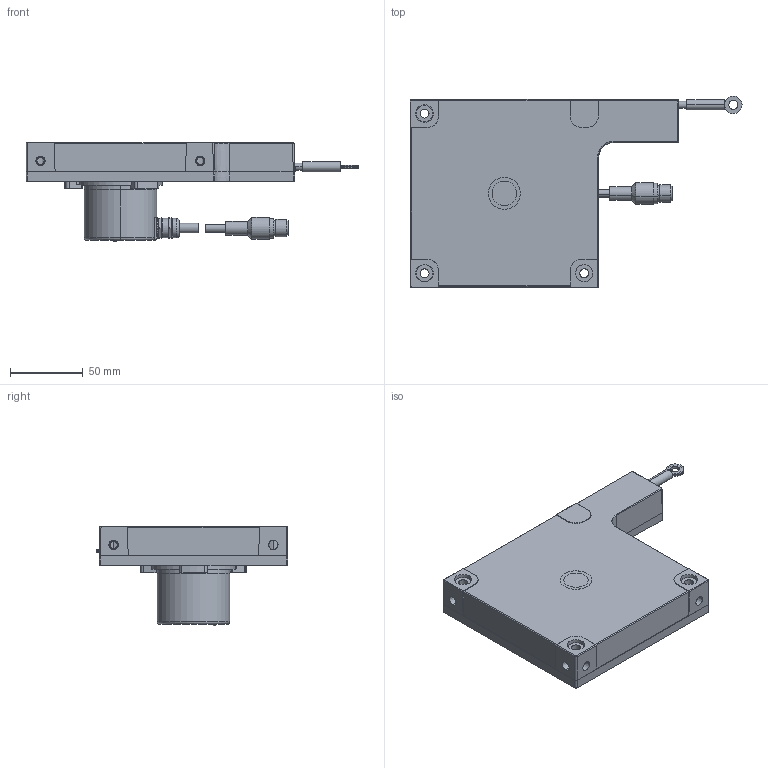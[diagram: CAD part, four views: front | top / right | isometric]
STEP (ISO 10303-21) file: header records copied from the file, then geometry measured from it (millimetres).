
FILE_DESCRIPTION (( 'STEP AP214' ), '1' );
FILE_NAME ('LCF130-AP-01B外形图(配JSCM50S编码器，带9305-4插头)(带指示灯).STEP', '2024-06-13T02:19:38', ( 'NING MEI' ), ( '' ), 'SwSTEP 2.0', 'SolidWorks 2014', '' );
FILE_SCHEMA (( 'AUTOMOTIVE_DESIGN' ));
Length unit declared in the file: millimetre
Products named in the file (1): LCF130-AP-01B外形图(配JSCM50S编码器，带9305-4插头)(带指示灯)
Bounding box: 228.65 x 132 x 68.8 mm (x, y, z)
Surface area: 78919.1 mm2 (no closed solid volume)
Topology: 0 solids, 44 shells, 424 faces, 1451 edges, 1049 vertices
Faces by surface type: plane 183, cylinder 171, cone 28, bspline 15, sphere 15, torus 12
Entity records: 21531 total; most frequent: CARTESIAN_POINT 4441, DIRECTION 2753, ORIENTED_EDGE 2207, EDGE_CURVE 1426, VERTEX_POINT 1039, AXIS2_PLACEMENT_3D 1025, VECTOR 703, LINE 703
